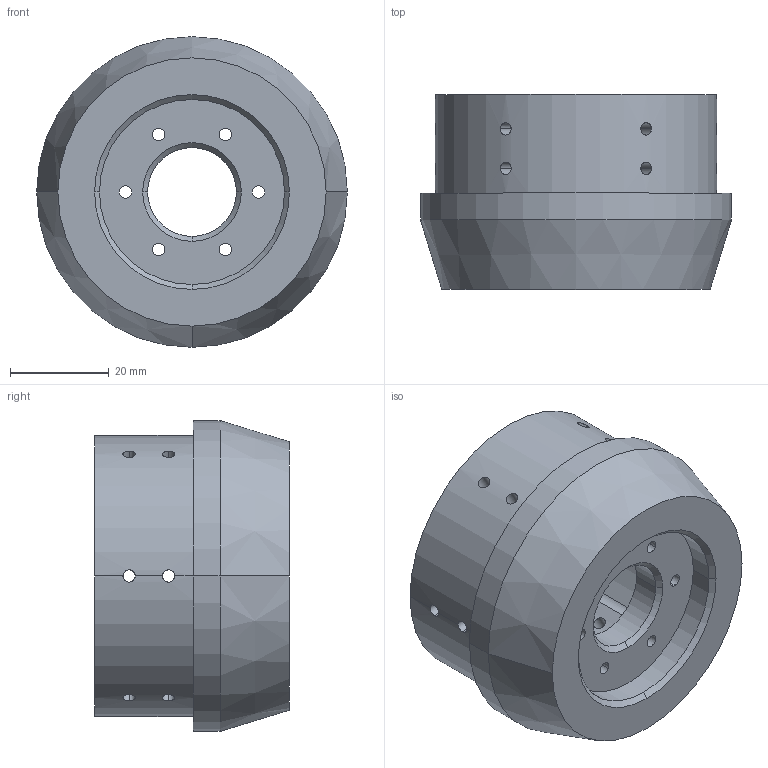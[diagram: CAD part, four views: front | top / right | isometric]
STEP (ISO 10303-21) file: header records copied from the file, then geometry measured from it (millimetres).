
FILE_DESCRIPTION (( 'STEP AP214' ), '1' );
FILE_NAME ('atom忒旋 - 萵掛 (4).STEP', '2025-04-22T09:42:35', ( 'wsy' ), ( '' ), 'SwSTEP 2.0', 'SolidWorks 2020', '' );
FILE_SCHEMA (( 'AUTOMOTIVE_DESIGN' ));
Length unit declared in the file: millimetre
Products named in the file (1): atom忒旋 - 萵掛 (4)
Bounding box: 63 x 39.5 x 63 mm (x, y, z)
Volume: 48716 mm3; surface area: 18918.4 mm2
Topology: 1 solids, 1 shells, 98 faces, 288 edges, 190 vertices
Faces by surface type: cylinder 71, plane 18, cone 9
Entity records: 5708 total; most frequent: CARTESIAN_POINT 1927, ORIENTED_EDGE 576, DIRECTION 532, EDGE_CURVE 288, AXIS2_PLACEMENT_3D 205, VERTEX_POINT 190, EDGE_LOOP 134, LINE 122
